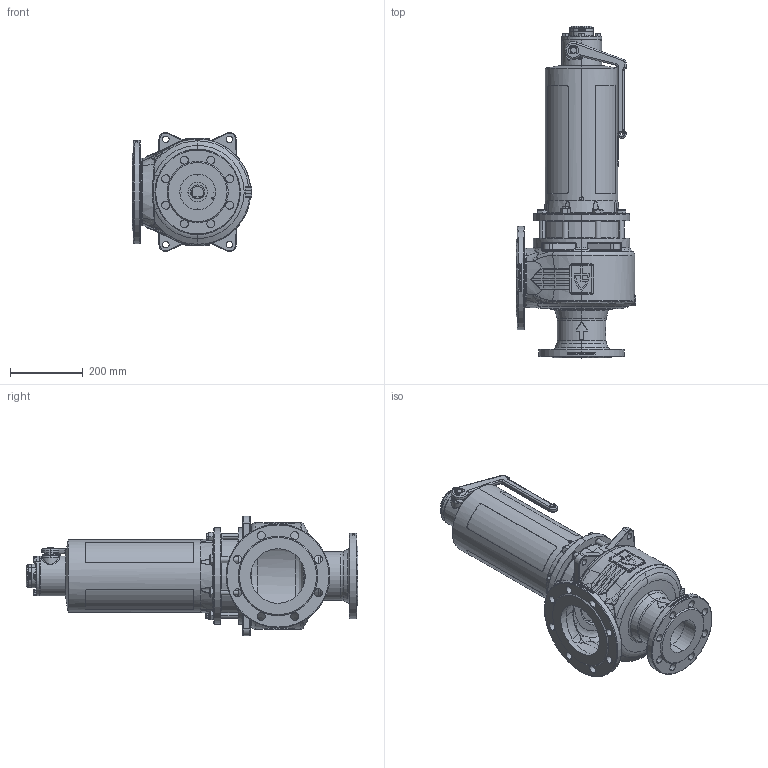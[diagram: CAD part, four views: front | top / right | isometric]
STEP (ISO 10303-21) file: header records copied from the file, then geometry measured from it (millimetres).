
FILE_DESCRIPTION (( 'STEP AP214' ), '1' );
FILE_NAME ('455BGFL_100_FLFL_100150_MD.STEP', '2020-09-01T08:12:21', ( '' ), ( '' ), 'SwSTEP 2.0', 'SolidWorks 2020', '' );
FILE_SCHEMA (( 'AUTOMOTIVE_DESIGN' ));
Length unit declared in the file: millimetre
Products named in the file (1): 455BGFL_100_FLFL_100150_MD
Bounding box: 329 x 913 x 327.98 mm (x, y, z)
Volume: 8356351.5 mm3; surface area: 1796397.3 mm2
Topology: 27 solids, 27 shells, 3122 faces, 7903 edges, 4977 vertices
Faces by surface type: plane 1104, bspline 865, cylinder 670, cone 278, torus 186, sphere 19
Entity records: 228241 total; most frequent: CARTESIAN_POINT 124709, ORIENTED_EDGE 15676, DIRECTION 12361, EDGE_CURVE 7838, VERTEX_POINT 4977, AXIS2_PLACEMENT_3D 4947, EDGE_LOOP 3447, UNCERTAINTY_MEASURE_WITH_UNIT 3144
